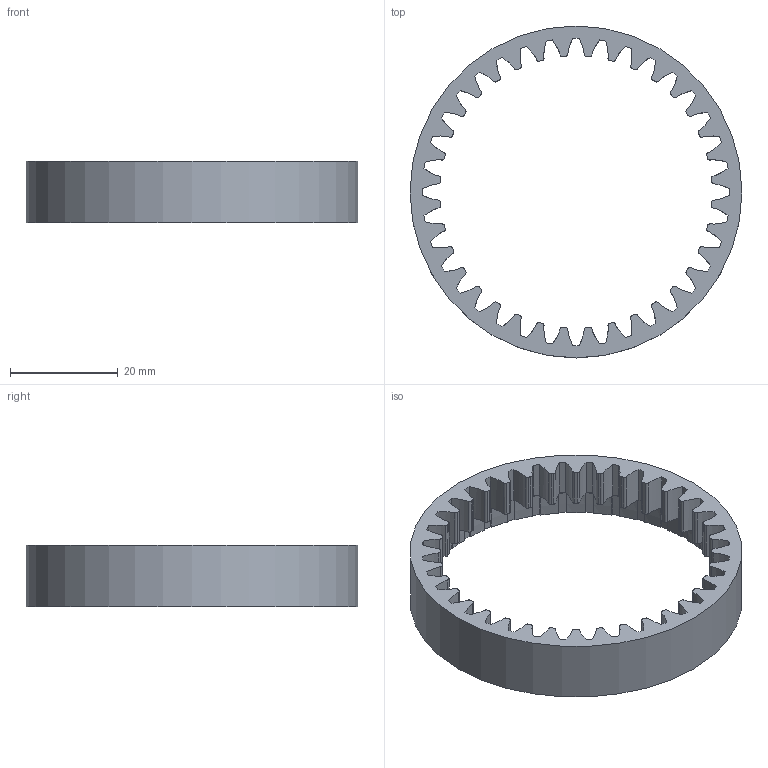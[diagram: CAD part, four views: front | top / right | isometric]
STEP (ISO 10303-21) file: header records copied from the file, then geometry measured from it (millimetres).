
FILE_DESCRIPTION(/* description */ (''),/* implementation_level */ '2;1');
FILE_NAME(/* name */ 'PLANITARY RING.step',/* time_stamp */ '2024-08-13T15:27:07-04:00',/* author */ (''),/* organization */ (''),/* preprocessor_version */ 'ST-DEVELOPER v20',/* originating_system */ 'Autodesk Translation Framework v13.14.0.145',/* authorisation */ '');
FILE_SCHEMA (('AUTOMOTIVE_DESIGN { 1 0 10303 214 3 1 1 }'));
Length unit declared in the file: millimetre
Products named in the file (1): PLANITARY GEAR BOX
Bounding box: 61.6 x 61.6 x 11.5 mm (x, y, z)
Volume: 6725.5 mm3; surface area: 6801.5 mm2
Topology: 1 solids, 1 shells, 436 faces, 1299 edges, 866 vertices
Faces by surface type: bspline 288, cylinder 145, plane 3
Full cylindrical faces by diameter (mm): 61.6 x1
Entity records: 21944 total; most frequent: CARTESIAN_POINT 11758, ORIENTED_EDGE 2598, DIRECTION 1383, EDGE_CURVE 1299, VERTEX_POINT 866, LINE 505, VECTOR 505, B_SPLINE_CURVE_WITH_KNOTS 504
